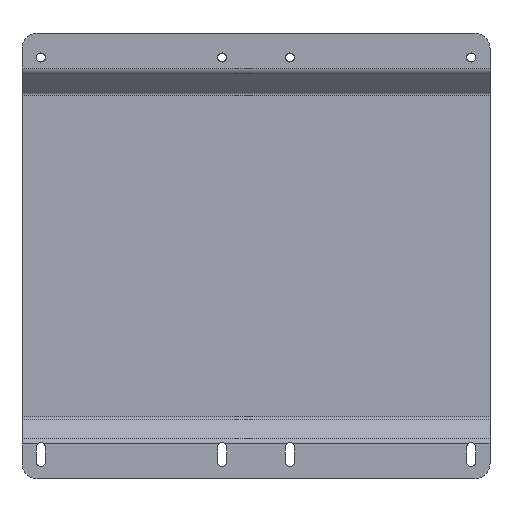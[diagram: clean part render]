
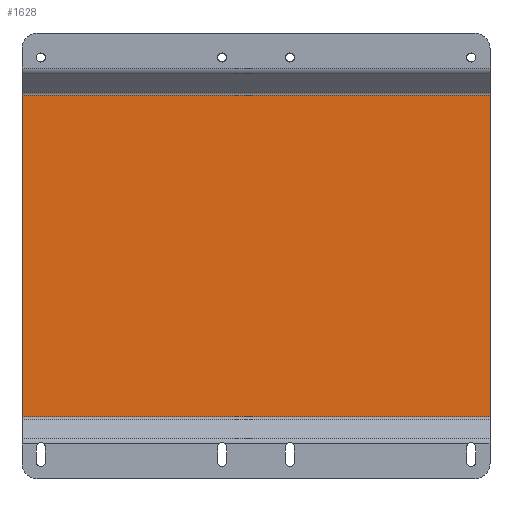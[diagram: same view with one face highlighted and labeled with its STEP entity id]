
A CAD part, front view. The second image highlights one B-rep face of the part: STEP entity #1628.
In plain terms, the highlighted planar face has unit normal (0, -1, 0).
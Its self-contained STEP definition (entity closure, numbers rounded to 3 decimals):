
#80 = VERTEX_POINT ( 'NONE', #885 ) ;
#103 = ORIENTED_EDGE ( 'NONE', *, *, #1539, .F. ) ;
#162 = LINE ( 'NONE', #377, #1278 ) ;
#302 = EDGE_CURVE ( 'NONE', #80, #1307, #2944, .T. ) ;
#318 = DIRECTION ( 'NONE',  ( 0., 0., -1. ) ) ;
#377 = CARTESIAN_POINT ( 'NONE',  ( -155., 0., 107.5 ) ) ;
#402 = VERTEX_POINT ( 'NONE', #2278 ) ;
#530 = DIRECTION ( 'NONE',  ( 0., 1., 0. ) ) ;
#539 = EDGE_CURVE ( 'NONE', #402, #1297, #954, .T. ) ;
#746 = FACE_OUTER_BOUND ( 'NONE', #1692, .T. ) ;
#752 = VECTOR ( 'NONE', #1362, 1000. ) ;
#782 = EDGE_CURVE ( 'NONE', #80, #402, #162, .T. ) ;
#857 = VECTOR ( 'NONE', #1062, 1000. ) ;
#885 = CARTESIAN_POINT ( 'NONE',  ( -155., 0., -106.318 ) ) ;
#954 = LINE ( 'NONE', #1832, #752 ) ;
#1062 = DIRECTION ( 'NONE',  ( 1., 0., 0. ) ) ;
#1097 = CARTESIAN_POINT ( 'NONE',  ( 155., 0., -106.318 ) ) ;
#1278 = VECTOR ( 'NONE', #1756, 1000. ) ;
#1297 = VERTEX_POINT ( 'NONE', #1389 ) ;
#1307 = VERTEX_POINT ( 'NONE', #1097 ) ;
#1362 = DIRECTION ( 'NONE',  ( 1., 0., 0. ) ) ;
#1389 = CARTESIAN_POINT ( 'NONE',  ( 155., 0., 106.318 ) ) ;
#1426 = LINE ( 'NONE', #1669, #1677 ) ;
#1447 = DIRECTION ( 'NONE',  ( 0., 0., 1. ) ) ;
#1539 = EDGE_CURVE ( 'NONE', #1297, #1307, #1426, .T. ) ;
#1628 = ADVANCED_FACE ( 'NONE', ( #746 ), #2359, .F. ) ;
#1669 = CARTESIAN_POINT ( 'NONE',  ( 155., 0., 107.5 ) ) ;
#1677 = VECTOR ( 'NONE', #318, 1000. ) ;
#1692 = EDGE_LOOP ( 'NONE', ( #1959, #103, #1963, #2113 ) ) ;
#1756 = DIRECTION ( 'NONE',  ( 0., 0., 1. ) ) ;
#1759 = CARTESIAN_POINT ( 'NONE',  ( -450.439, 0., -106.318 ) ) ;
#1832 = CARTESIAN_POINT ( 'NONE',  ( -450.439, 0., 106.318 ) ) ;
#1959 = ORIENTED_EDGE ( 'NONE', *, *, #302, .T. ) ;
#1963 = ORIENTED_EDGE ( 'NONE', *, *, #539, .F. ) ;
#2113 = ORIENTED_EDGE ( 'NONE', *, *, #782, .F. ) ;
#2278 = CARTESIAN_POINT ( 'NONE',  ( -155., 0., 106.318 ) ) ;
#2359 = PLANE ( 'NONE',  #2746 ) ;
#2593 = CARTESIAN_POINT ( 'NONE',  ( 0., 0., 0. ) ) ;
#2746 = AXIS2_PLACEMENT_3D ( 'NONE', #2593, #530, #1447 ) ;
#2944 = LINE ( 'NONE', #1759, #857 ) ;
